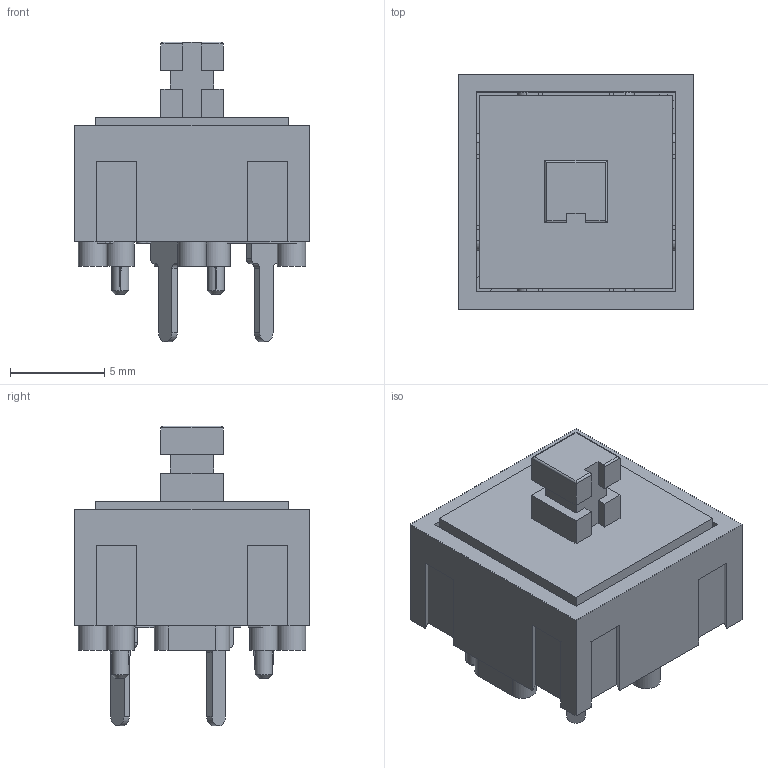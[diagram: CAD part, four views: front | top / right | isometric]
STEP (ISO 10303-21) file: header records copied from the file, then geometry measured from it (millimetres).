
FILE_DESCRIPTION((' '),'2;1');
FILE_NAME('320.02E11xxx.stp.stp','2017-07-21T16:38:24',(' '),(' '),' ','ACIS',' ');
FILE_SCHEMA(('CONFIG_CONTROL_DESIGN'));
Length unit declared in the file: inch
Products named in the file (1): 320.02E11xxx.stp.stp
Bounding box: 12.45 x 12.45 x 15.9 mm (x, y, z)
Surface area: 1613.8 mm2 (no closed solid volume)
Topology: 0 solids, 1 shells, 523 faces, 1461 edges, 943 vertices
Faces by surface type: plane 330, cylinder 106, bspline 70, sphere 9, cone 8
Full cylindrical faces by diameter (mm): 0.8 x5, 1.5 x4
Entity records: 17034 total; most frequent: CARTESIAN_POINT 4084, ORIENTED_EDGE 2830, DIRECTION 2379, EDGE_CURVE 1416, VECTOR 1059, LINE 1059, VERTEX_POINT 923, AXIS2_PLACEMENT_3D 660
